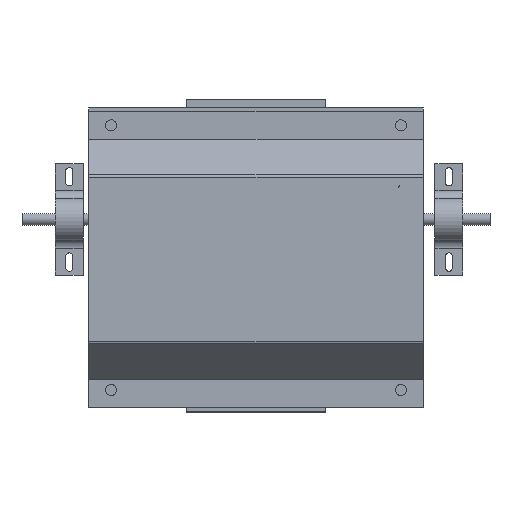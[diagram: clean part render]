
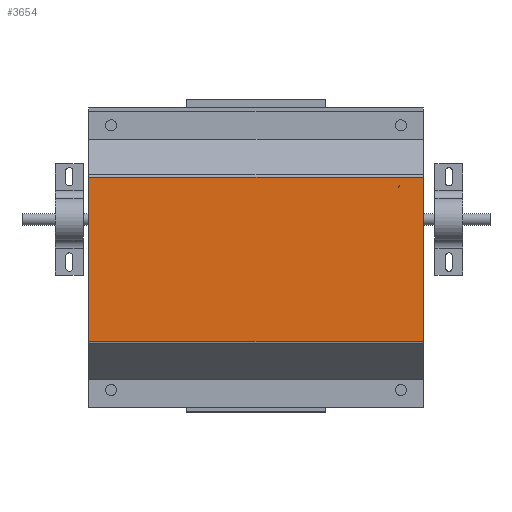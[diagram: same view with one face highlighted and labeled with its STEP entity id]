
A CAD part, top view. The second image highlights one B-rep face of the part: STEP entity #3654.
In plain terms, the highlighted planar face has unit normal (0, 0, 1).
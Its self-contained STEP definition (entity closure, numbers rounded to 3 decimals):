
#1610=CARTESIAN_POINT('Vertex',(-300.,-147.723,100.)) ;
#1613=CARTESIAN_POINT('Line Origine',(-300.,0.,100.)) ;
#1617=CARTESIAN_POINT('Vertex',(-300.,147.723,100.)) ;
#1668=CARTESIAN_POINT('Line Origine',(0.,147.723,100.)) ;
#1672=CARTESIAN_POINT('Vertex',(300.,147.723,100.)) ;
#3619=CARTESIAN_POINT('Line Origine',(0.,-147.723,100.)) ;
#3623=CARTESIAN_POINT('Vertex',(300.,-147.723,100.)) ;
#3638=CARTESIAN_POINT('Axis2P3D Location',(0.,-147.723,100.)) ;
#3643=CARTESIAN_POINT('Line Origine',(300.,0.,100.)) ;
#1614=DIRECTION('Vector Direction',(0.,1.,0.)) ;
#1669=DIRECTION('Vector Direction',(1.,0.,0.)) ;
#3620=DIRECTION('Vector Direction',(1.,0.,0.)) ;
#3639=DIRECTION('Axis2P3D Direction',(0.,0.,-1.)) ;
#3640=DIRECTION('Axis2P3D XDirection',(0.,1.,0.)) ;
#3644=DIRECTION('Vector Direction',(0.,1.,0.)) ;
#3641=AXIS2_PLACEMENT_3D('Plane Axis2P3D',#3638,#3639,#3640) ;
#3649=ORIENTED_EDGE('',*,*,#1674,.F.) ;
#3650=ORIENTED_EDGE('',*,*,#1619,.T.) ;
#3651=ORIENTED_EDGE('',*,*,#3625,.T.) ;
#3652=ORIENTED_EDGE('',*,*,#3647,.F.) ;
#1615=VECTOR('Line Direction',#1614,1.) ;
#1670=VECTOR('Line Direction',#1669,1.) ;
#3621=VECTOR('Line Direction',#3620,1.) ;
#3645=VECTOR('Line Direction',#3644,1.) ;
#3654=ADVANCED_FACE('PartBody',(#3653),#3642,.F.) ;
#1619=EDGE_CURVE('',#1618,#1611,#1616,.F.) ;
#1674=EDGE_CURVE('',#1618,#1673,#1671,.T.) ;
#3625=EDGE_CURVE('',#1611,#3624,#3622,.T.) ;
#3647=EDGE_CURVE('',#1673,#3624,#3646,.F.) ;
#3648=EDGE_LOOP('',(#3649,#3650,#3651,#3652)) ;
#3653=FACE_OUTER_BOUND('',#3648,.T.) ;
#1616=LINE('Line',#1613,#1615) ;
#1671=LINE('Line',#1668,#1670) ;
#3622=LINE('Line',#3619,#3621) ;
#3646=LINE('Line',#3643,#3645) ;
#3642=PLANE('Plane',#3641) ;
#1611=VERTEX_POINT('',#1610) ;
#1618=VERTEX_POINT('',#1617) ;
#1673=VERTEX_POINT('',#1672) ;
#3624=VERTEX_POINT('',#3623) ;
